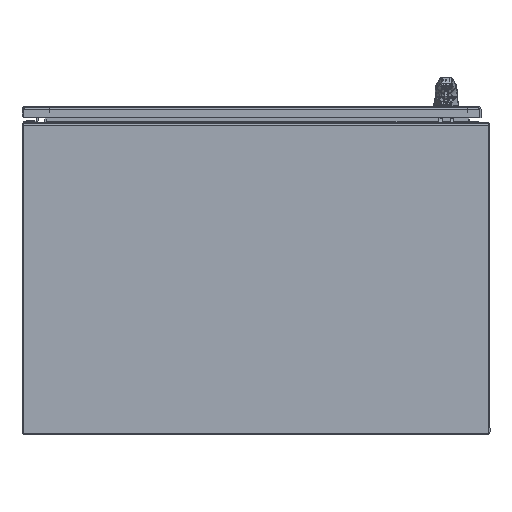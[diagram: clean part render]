
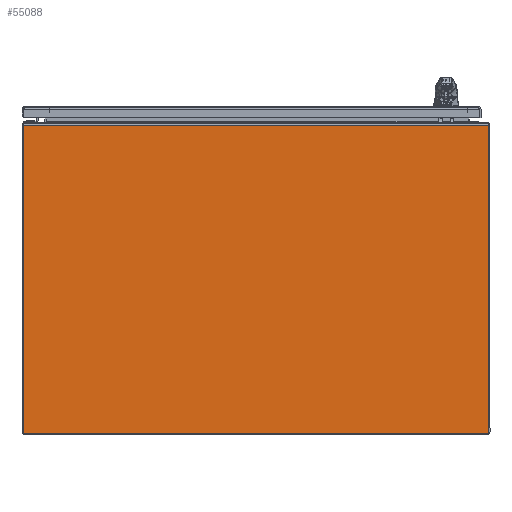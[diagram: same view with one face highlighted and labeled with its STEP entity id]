
A CAD part, front view. The second image highlights one B-rep face of the part: STEP entity #55088.
In plain terms, the highlighted face is planar.
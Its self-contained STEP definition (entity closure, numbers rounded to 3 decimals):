
#9129=PLANE('',#57538);
#10022=FACE_OUTER_BOUND('',#12363,.T.);
#12363=EDGE_LOOP('',(#42691,#42692,#42693,#42694));
#18154=LINE('',#77904,#21953);
#18160=LINE('',#77922,#21959);
#18163=LINE('',#77928,#21962);
#18164=LINE('',#77929,#21963);
#21953=VECTOR('',#63443,35.921);
#21959=VECTOR('',#63467,23.78);
#21962=VECTOR('',#63472,23.78);
#21963=VECTOR('',#63473,35.921);
#25686=VERTEX_POINT('',#77901);
#25687=VERTEX_POINT('',#77903);
#25690=VERTEX_POINT('',#77921);
#25692=VERTEX_POINT('',#77927);
#33768=EDGE_CURVE('',#25687,#25686,#18154,.T.);
#33777=EDGE_CURVE('',#25687,#25690,#18160,.T.);
#33780=EDGE_CURVE('',#25692,#25686,#18163,.T.);
#33781=EDGE_CURVE('',#25690,#25692,#18164,.T.);
#42691=ORIENTED_EDGE('',*,*,#33768,.T.);
#42692=ORIENTED_EDGE('',*,*,#33780,.F.);
#42693=ORIENTED_EDGE('',*,*,#33781,.F.);
#42694=ORIENTED_EDGE('',*,*,#33777,.F.);
#55088=ADVANCED_FACE('',(#10022),#9129,.T.);
#57538=AXIS2_PLACEMENT_3D('',#77926,#63470,#63471);
#63443=DIRECTION('',(1.,0.,0.));
#63467=DIRECTION('',(0.,1.,0.));
#63470=DIRECTION('center_axis',(0.,0.,1.));
#63471=DIRECTION('ref_axis',(1.,0.,0.));
#63472=DIRECTION('',(0.,-1.,0.));
#63473=DIRECTION('',(1.,0.,0.));
#77901=CARTESIAN_POINT('',(17.961,-11.769,0.102));
#77903=CARTESIAN_POINT('',(-17.961,-11.769,0.102));
#77904=CARTESIAN_POINT('',(-8.98,-11.769,0.102));
#77921=CARTESIAN_POINT('',(-17.961,12.012,0.102));
#77922=CARTESIAN_POINT('',(-17.961,-12.012,0.102));
#77926=CARTESIAN_POINT('Origin',(0.,0.,
0.102));
#77927=CARTESIAN_POINT('',(17.961,12.012,0.102));
#77928=CARTESIAN_POINT('',(17.961,12.012,0.102));
#77929=CARTESIAN_POINT('',(-17.961,12.012,0.102));
